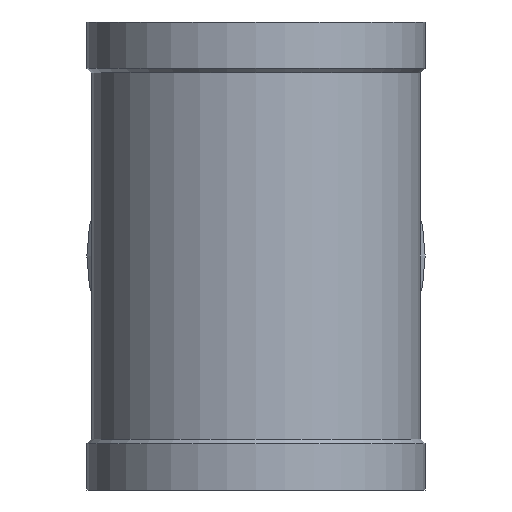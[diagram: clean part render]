
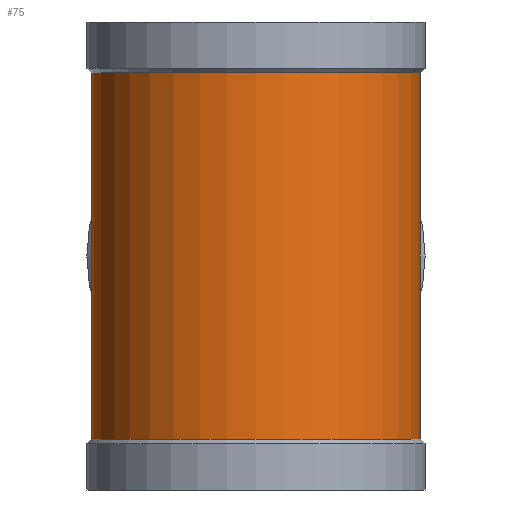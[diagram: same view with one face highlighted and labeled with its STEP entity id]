
A CAD part, left-side view. The second image highlights one B-rep face of the part: STEP entity #75.
In plain terms, the highlighted cylindrical face has radius 177.5 mm (diameter 355 mm), a full revolution.
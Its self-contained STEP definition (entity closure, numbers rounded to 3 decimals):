
#75 = ADVANCED_FACE( '', ( #163, #164, #165 ), #166, .T. );
#163 = FACE_OUTER_BOUND( '', #248, .T. );
#164 = FACE_BOUND( '', #249, .T. );
#165 = FACE_OUTER_BOUND( '', #250, .T. );
#166 = CYLINDRICAL_SURFACE( '', #251, 177.5 );
#248 = EDGE_LOOP( '', ( #362 ) );
#249 = EDGE_LOOP( '', ( #363, #364 ) );
#250 = EDGE_LOOP( '', ( #365 ) );
#251 = AXIS2_PLACEMENT_3D( '', #366, #367, #368 );
#362 = ORIENTED_EDGE( '', *, *, #415, .T. );
#363 = ORIENTED_EDGE( '', *, *, #396, .F. );
#364 = ORIENTED_EDGE( '', *, *, #397, .F. );
#365 = ORIENTED_EDGE( '', *, *, #388, .F. );
#366 = CARTESIAN_POINT( '', ( 0., 0., -252.5 ) );
#367 = DIRECTION( '', ( 0., 0., 1. ) );
#368 = DIRECTION( '', ( -1., 0., 0. ) );
#388 = EDGE_CURVE( '', #433, #433, #434, .T. );
#396 = EDGE_CURVE( '', #446, #447, #448, .T. );
#397 = EDGE_CURVE( '', #447, #446, #449, .F. );
#415 = EDGE_CURVE( '', #476, #476, #477, .T. );
#433 = VERTEX_POINT( '', #496 );
#434 = CIRCLE( '', #497, 177.5 );
#446 = VERTEX_POINT( '', #509 );
#447 = VERTEX_POINT( '', #510 );
#448 = ELLIPSE( '', #511, 251.023, 177.5 );
#449 = ELLIPSE( '', #512, 251.023, 177.5 );
#476 = VERTEX_POINT( '', #539 );
#477 = CIRCLE( '', #540, 177.5 );
#496 = CARTESIAN_POINT( '', ( -177.5, 0., -197.5 ) );
#497 = AXIS2_PLACEMENT_3D( '', #560, #561, #562 );
#509 = CARTESIAN_POINT( '', ( 0., 177.5, 0. ) );
#510 = CARTESIAN_POINT( '', ( 0., -177.5, 0. ) );
#511 = AXIS2_PLACEMENT_3D( '', #575, #576, #577 );
#512 = AXIS2_PLACEMENT_3D( '', #578, #579, #580 );
#539 = CARTESIAN_POINT( '', ( -177.5, 0., 197.5 ) );
#540 = AXIS2_PLACEMENT_3D( '', #608, #609, #610 );
#560 = CARTESIAN_POINT( '', ( 0., 0., -197.5 ) );
#561 = DIRECTION( '', ( 0., 0., -1. ) );
#562 = DIRECTION( '', ( -1., 0., 0. ) );
#575 = CARTESIAN_POINT( '', ( 0., 0., 0. ) );
#576 = DIRECTION( '', ( 0.707, 0., -0.707 ) );
#577 = DIRECTION( '', ( -0.707, 0., -0.707 ) );
#578 = CARTESIAN_POINT( '', ( 0., 0., 0. ) );
#579 = DIRECTION( '', ( -0.707, 0., -0.707 ) );
#580 = DIRECTION( '', ( 0.707, 0., -0.707 ) );
#608 = CARTESIAN_POINT( '', ( 0., 0., 197.5 ) );
#609 = DIRECTION( '', ( 0., 0., -1. ) );
#610 = DIRECTION( '', ( -1., 0., 0. ) );
